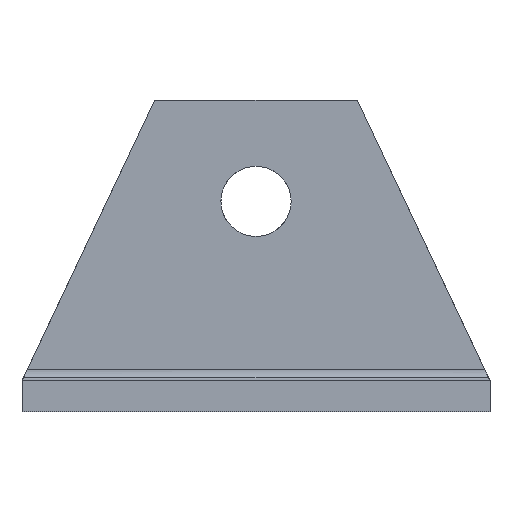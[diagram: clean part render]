
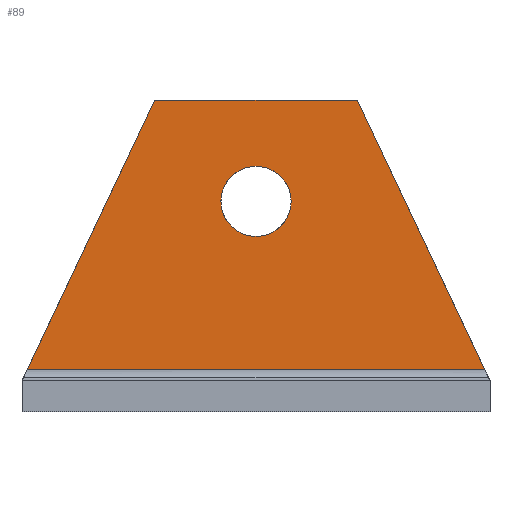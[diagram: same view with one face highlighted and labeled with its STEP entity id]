
A CAD part, front view. The second image highlights one B-rep face of the part: STEP entity #89.
In plain terms, the highlighted planar face has unit normal (0, -1, 0).
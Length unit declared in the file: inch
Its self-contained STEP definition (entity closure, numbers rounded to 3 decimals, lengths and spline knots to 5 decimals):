
#89=ADVANCED_FACE('',(#180,#181),#182,.F.);
#180=FACE_BOUND('',#334,.T.);
#181=FACE_OUTER_BOUND('',#335,.T.);
#182=PLANE('',#336);
#334=EDGE_LOOP('',(#523,#524,#525,#526));
#335=EDGE_LOOP('',(#527,#528,#529,#530));
#336=AXIS2_PLACEMENT_3D('',#531,#532,#533);
#523=ORIENTED_EDGE('',*,*,#681,.F.);
#524=ORIENTED_EDGE('',*,*,#661,.F.);
#525=ORIENTED_EDGE('',*,*,#653,.F.);
#526=ORIENTED_EDGE('',*,*,#621,.F.);
#527=ORIENTED_EDGE('',*,*,#682,.F.);
#528=ORIENTED_EDGE('',*,*,#678,.F.);
#529=ORIENTED_EDGE('',*,*,#683,.F.);
#530=ORIENTED_EDGE('',*,*,#644,.F.);
#531=CARTESIAN_POINT('',(4.25068,4.91876,0.50532));
#532=DIRECTION('',(0.,1.0,0.));
#533=DIRECTION('',(-0.0,0.,1.0));
#621=EDGE_CURVE('',#741,#743,#744,.T.);
#644=EDGE_CURVE('',#774,#776,#777,.T.);
#653=EDGE_CURVE('',#743,#790,#791,.T.);
#661=EDGE_CURVE('',#790,#802,#803,.T.);
#678=EDGE_CURVE('',#822,#824,#825,.T.);
#681=EDGE_CURVE('',#802,#741,#828,.T.);
#682=EDGE_CURVE('',#824,#774,#829,.T.);
#683=EDGE_CURVE('',#776,#822,#830,.T.);
#741=VERTEX_POINT('',#923);
#743=VERTEX_POINT('',#926);
#744=B_SPLINE_CURVE_WITH_KNOTS('',3,(#927,#928,#929,#930),.UNSPECIFIED.,.F.,.F.,(4,4),(0.0,1.0),.UNSPECIFIED.);
#774=VERTEX_POINT('',#977);
#776=VERTEX_POINT('',#979);
#777=LINE('',#980,#981);
#790=VERTEX_POINT('',#1004);
#791=B_SPLINE_CURVE_WITH_KNOTS('',3,(#1005,#1006,#1007,#1008),.UNSPECIFIED.,.F.,.F.,(4,4),(0.0,1.0),.UNSPECIFIED.);
#802=VERTEX_POINT('',#1028);
#803=B_SPLINE_CURVE_WITH_KNOTS('',3,(#1029,#1030,#1031,#1032),.UNSPECIFIED.,.F.,.F.,(4,4),(0.0,1.0),.UNSPECIFIED.);
#822=VERTEX_POINT('',#1067);
#824=VERTEX_POINT('',#1070);
#825=LINE('',#1071,#1072);
#828=B_SPLINE_CURVE_WITH_KNOTS('',3,(#1075,#1076,#1077,#1078),.UNSPECIFIED.,.F.,.F.,(4,4),(0.0,1.0),.UNSPECIFIED.);
#829=LINE('',#1079,#1080);
#830=LINE('',#1081,#1082);
#923=CARTESIAN_POINT('',(4.11007,4.91876,0.8437));
#926=CARTESIAN_POINT('',(4.25068,4.91876,0.70309));
#927=CARTESIAN_POINT('',(4.11007,4.91876,0.8437));
#928=CARTESIAN_POINT('',(4.11007,4.91876,0.76604));
#929=CARTESIAN_POINT('',(4.17303,4.91876,0.70309));
#930=CARTESIAN_POINT('',(4.25068,4.91876,0.70309));
#977=CARTESIAN_POINT('',(3.33451,4.91876,0.17));
#979=CARTESIAN_POINT('',(3.84446,4.91876,1.24993));
#980=CARTESIAN_POINT('',(3.31325,4.91876,0.12497));
#981=VECTOR('',#1141,1.0);
#1004=CARTESIAN_POINT('',(4.3913,4.91876,0.8437));
#1005=CARTESIAN_POINT('',(4.25068,4.91876,0.70309));
#1006=CARTESIAN_POINT('',(4.32834,4.91876,0.70309));
#1007=CARTESIAN_POINT('',(4.3913,4.91876,0.76604));
#1008=CARTESIAN_POINT('',(4.3913,4.91876,0.8437));
#1028=CARTESIAN_POINT('',(4.25068,4.91876,0.98431));
#1029=CARTESIAN_POINT('',(4.3913,4.91876,0.8437));
#1030=CARTESIAN_POINT('',(4.3913,4.91876,0.92137));
#1031=CARTESIAN_POINT('',(4.32834,4.91876,0.98431));
#1032=CARTESIAN_POINT('',(4.25068,4.91876,0.98431));
#1067=CARTESIAN_POINT('',(4.6569,4.91876,1.24993));
#1070=CARTESIAN_POINT('',(5.16686,4.91876,0.17));
#1071=CARTESIAN_POINT('',(4.6569,4.91876,1.24993));
#1072=VECTOR('',#1157,1.0);
#1075=CARTESIAN_POINT('',(4.25068,4.91876,0.98431));
#1076=CARTESIAN_POINT('',(4.17303,4.91876,0.98431));
#1077=CARTESIAN_POINT('',(4.11007,4.91876,0.92137));
#1078=CARTESIAN_POINT('',(4.11007,4.91876,0.8437));
#1079=CARTESIAN_POINT('',(4.25068,4.91876,0.17));
#1080=VECTOR('',#1161,1.0);
#1081=CARTESIAN_POINT('',(3.84446,4.91876,1.24993));
#1082=VECTOR('',#1162,1.0);
#1141=DIRECTION('',(0.427,0.,0.904));
#1157=DIRECTION('',(0.427,0.,-0.904));
#1161=DIRECTION('',(-1.0,0.,-0.0));
#1162=DIRECTION('',(1.0,0.0,0.0));
